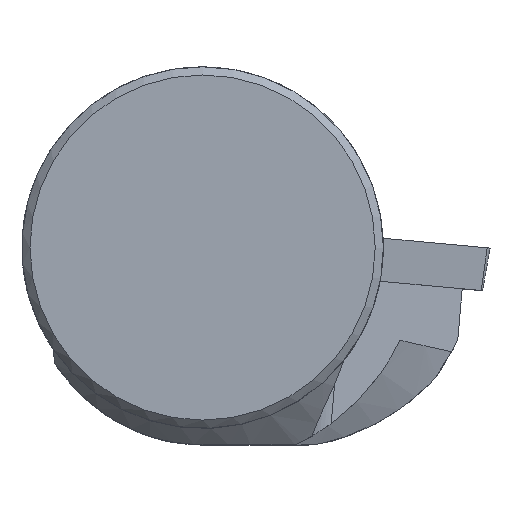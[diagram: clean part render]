
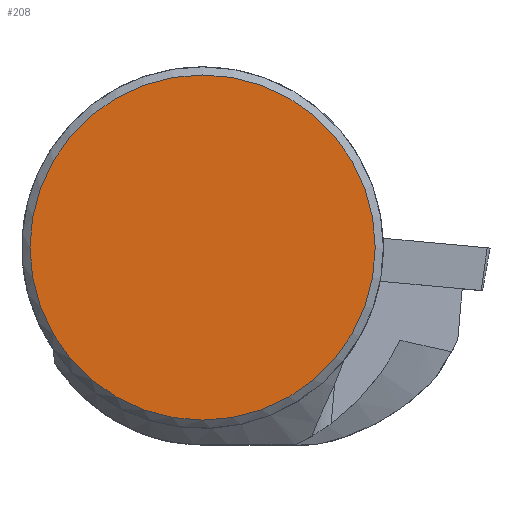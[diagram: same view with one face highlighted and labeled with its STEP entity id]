
A CAD part, top view. The second image highlights one B-rep face of the part: STEP entity #208.
In plain terms, the highlighted planar face has unit normal (0, 0, 1).
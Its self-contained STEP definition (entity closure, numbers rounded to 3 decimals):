
#174=PLANE('',#939);
#208=ADVANCED_FACE('',(#263),#174,.T.);
#263=FACE_OUTER_BOUND('',#301,.T.);
#301=EDGE_LOOP('',(#608));
#461=CIRCLE('',#914,9.549);
#608=ORIENTED_EDGE('',*,*,#811,.F.);
#729=VERTEX_POINT('',#1331);
#811=EDGE_CURVE('',#729,#729,#461,.T.);
#914=AXIS2_PLACEMENT_3D('',#1330,#1039,#1040);
#939=AXIS2_PLACEMENT_3D('',#1553,#1101,#1102);
#1039=DIRECTION('',(0.,0.,-1.));
#1040=DIRECTION('',(1.,0.,0.));
#1101=DIRECTION('',(0.,0.,1.));
#1102=DIRECTION('',(1.,0.,0.));
#1330=CARTESIAN_POINT('',(0.,0.,0.));
#1331=CARTESIAN_POINT('',(9.549,0.,0.));
#1553=CARTESIAN_POINT('',(0.,0.,0.));
